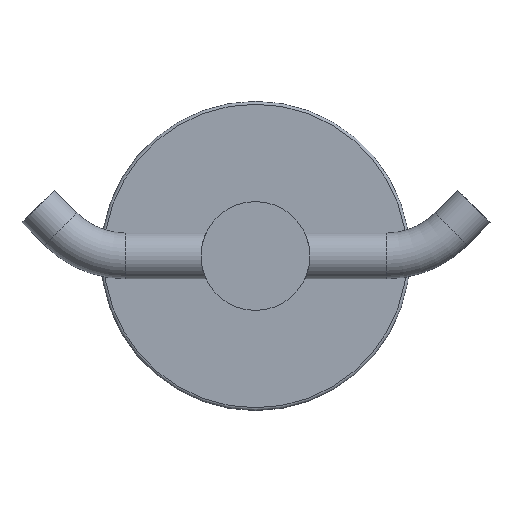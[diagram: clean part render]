
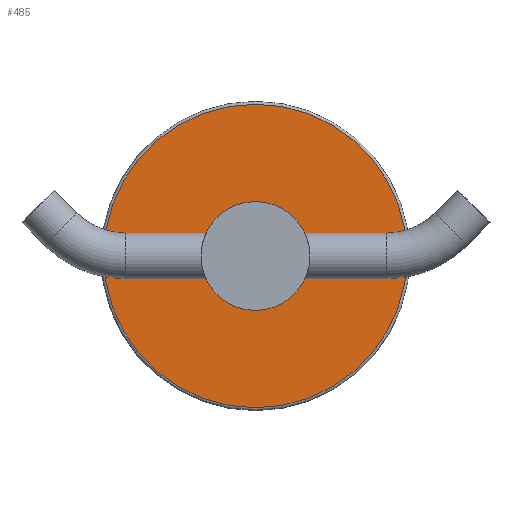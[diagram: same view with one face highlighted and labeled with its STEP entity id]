
A CAD part, front view. The second image highlights one B-rep face of the part: STEP entity #485.
In plain terms, the highlighted face is planar.
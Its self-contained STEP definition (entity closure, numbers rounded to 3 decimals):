
#81=PLANE('',#626);
#162=FACE_OUTER_BOUND('',#192,.T.);
#192=EDGE_LOOP('',(#366));
#227=CIRCLE('',#620,26.5);
#253=VERTEX_POINT('',#884);
#294=EDGE_CURVE('',#253,#253,#227,.T.);
#366=ORIENTED_EDGE('',*,*,#294,.T.);
#485=ADVANCED_FACE('',(#162),#81,.T.);
#620=AXIS2_PLACEMENT_3D('',#885,#702,#703);
#626=AXIS2_PLACEMENT_3D('',#895,#715,#716);
#702=DIRECTION('center_axis',(0.,0.,
1.));
#703=DIRECTION('ref_axis',(1.,0.,0.));
#715=DIRECTION('center_axis',(0.,0.,
1.));
#716=DIRECTION('ref_axis',(1.,0.,0.));
#884=CARTESIAN_POINT('',(-26.5,0.,10.));
#885=CARTESIAN_POINT('Origin',(0.,0.,
10.));
#895=CARTESIAN_POINT('Origin',(0.,0.,
10.));
